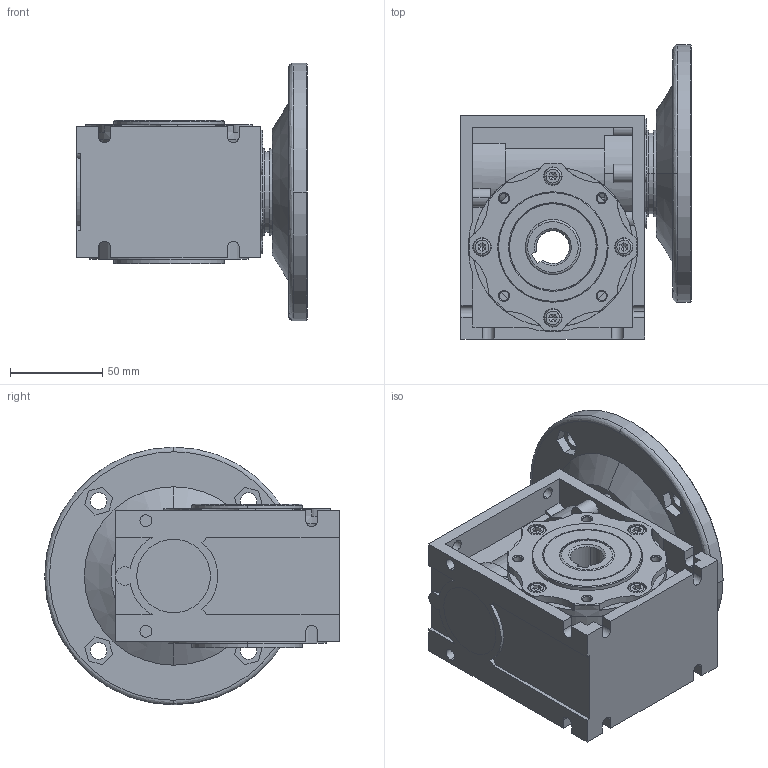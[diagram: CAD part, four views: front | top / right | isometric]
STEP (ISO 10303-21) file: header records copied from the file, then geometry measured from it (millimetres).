
FILE_DESCRIPTION (( 'STEP AP203' ), '1' );
FILE_NAME ('NMRV040+63B5.STEP', '2020-02-18T02:37:32', ( '微软用户' ), ( '微软中国' ), 'SwSTEP 2.0', 'SolidWorks 2018', '' );
FILE_SCHEMA (( 'CONFIG_CONTROL_DESIGN' ));
Length unit declared in the file: millimetre
Products named in the file (10): 25-35蚐猾; NMRV40眊极_1; NMRV040+63B5; NMRV40耜裔_1; NMRV40输入法兰; NMRV40-50恘裝_1; NMRV40-50恘謫_1; GB_HEXAGON_TYPE22 M6X12-S_1; 40蝶黑; 30-47蚐猾
Assembly tree (13 placements, depth 2):
  NMRV040+63B5
    NMRV40眊极_1
    NMRV40耜裔_1
    NMRV40输入法兰
    NMRV40-50恘裝_1
    NMRV40-50恘謫_1
    GB_HEXAGON_TYPE22 M6X12-S_1  x4
    40蝶黑
    30-47蚐猾  x2
    25-35蚐猾
Bounding box: 125.1 x 159.97 x 139.93 mm (x, y, z)
Volume: 644227.6 mm3; surface area: 206319.2 mm2
Topology: 13 solids, 13 shells, 1157 faces, 2825 edges, 1731 vertices
Faces by surface type: cylinder 451, cone 432, plane 230, bspline 40, torus 4
Entity records: 27035 total; most frequent: CARTESIAN_POINT 7262, DIRECTION 4197, ORIENTED_EDGE 3746, EDGE_CURVE 1873, AXIS2_PLACEMENT_3D 1679, VERTEX_POINT 1190, CIRCLE 939, EDGE_LOOP 883
